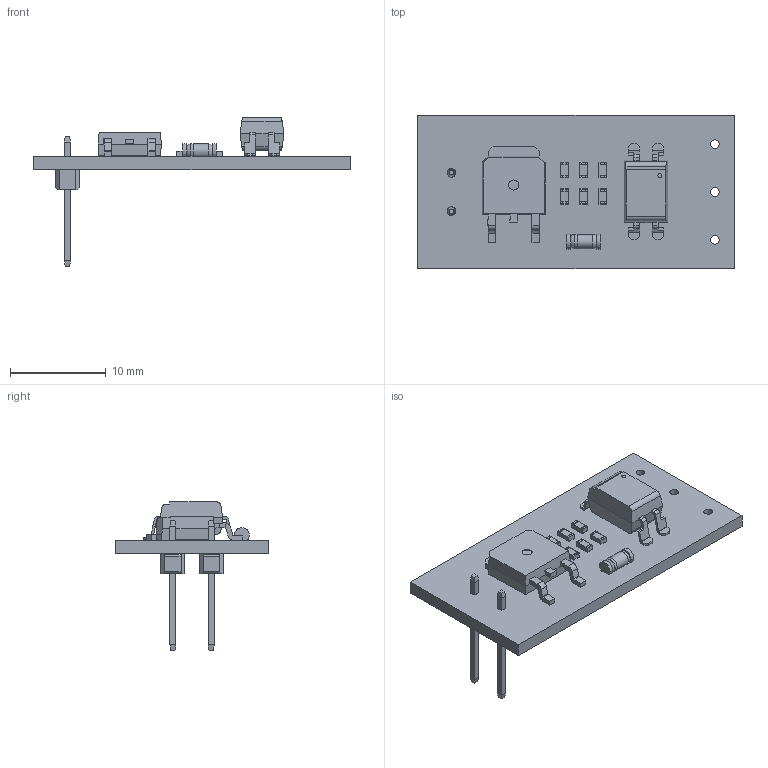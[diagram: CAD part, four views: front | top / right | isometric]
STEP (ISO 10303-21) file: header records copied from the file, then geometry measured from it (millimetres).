
FILE_DESCRIPTION(/* description */ (''),/* implementation_level */ '2;1');
FILE_NAME(/* name */ 'NoTB_Correct_D4184.step',/* time_stamp */ '2024-11-17T01:26:47+05:30',/* author */ (''),/* organization */ (''),/* preprocessor_version */ 'ST-DEVELOPER v20',/* originating_system */ 'Autodesk Translation Framework v13.20.0.188',/* authorisation */ '');
FILE_SCHEMA (('AUTOMOTIVE_DESIGN { 1 0 10303 214 3 1 1 }'));
Length unit declared in the file: millimetre
Products named in the file (6): New_D4184; AOD4184A; PC817X2NIP0F; RC0603JR-070RL; ZMM5231B-7; 1x1 Male Pin Header
Assembly tree (11 placements, depth 2):
  New_D4184
    AOD4184A
    PC817X2NIP0F
    RC0603JR-070RL  x6
    ZMM5231B-7
    1x1 Male Pin Header  x2
Bounding box: 33 x 16 x 15.52 mm (x, y, z)
Volume: 973 mm3; surface area: 1835.9 mm2
Topology: 44 solids, 44 shells, 596 faces, 1470 edges, 967 vertices
Faces by surface type: plane 532, cylinder 60, bspline 4
Full cylindrical faces by diameter (mm): 0.4 x2, 0.9 x5, 1.05 x1, 1.3 x2, 1.5 x2
Entity records: 10716 total; most frequent: CARTESIAN_POINT 1926, ORIENTED_EDGE 1756, DIRECTION 1735, EDGE_CURVE 878, LINE 747, VECTOR 747, VERTEX_POINT 577, AXIS2_PLACEMENT_3D 494
